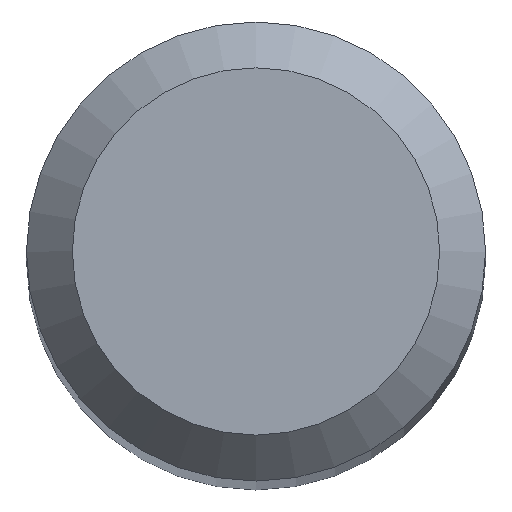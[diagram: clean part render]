
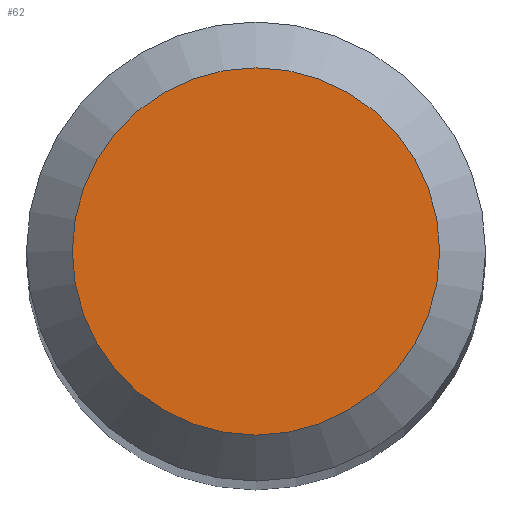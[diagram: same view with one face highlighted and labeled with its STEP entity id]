
A CAD part, top view. The second image highlights one B-rep face of the part: STEP entity #62.
In plain terms, the highlighted planar face has unit normal (0, 0, 1).
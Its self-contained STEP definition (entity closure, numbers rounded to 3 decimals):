
#46 = AXIS2_PLACEMENT_3D ( 'NONE', #278, #236, #109 ) ;
#48 = FACE_OUTER_BOUND ( 'NONE', #83, .T. ) ;
#62 = ADVANCED_FACE ( 'NONE', ( #48 ), #143, .F. ) ;
#83 = EDGE_LOOP ( 'NONE', ( #268 ) ) ;
#109 = DIRECTION ( 'NONE',  ( 0., 1., 0. ) ) ;
#110 = CIRCLE ( 'NONE', #286, 1.2 ) ;
#139 = EDGE_CURVE ( 'NONE', #216, #216, #110, .T. ) ;
#143 = PLANE ( 'NONE',  #46 ) ;
#161 = DIRECTION ( 'NONE',  ( 0., 0., -1. ) ) ;
#171 = CARTESIAN_POINT ( 'NONE',  ( 0., 1.2, 61. ) ) ;
#209 = DIRECTION ( 'NONE',  ( 0., 1., 0. ) ) ;
#216 = VERTEX_POINT ( 'NONE', #171 ) ;
#234 = CARTESIAN_POINT ( 'NONE',  ( 0., 0., 61. ) ) ;
#236 = DIRECTION ( 'NONE',  ( 0., 0., -1. ) ) ;
#268 = ORIENTED_EDGE ( 'NONE', *, *, #139, .F. ) ;
#278 = CARTESIAN_POINT ( 'NONE',  ( 0., 0., 61. ) ) ;
#286 = AXIS2_PLACEMENT_3D ( 'NONE', #234, #161, #209 ) ;
